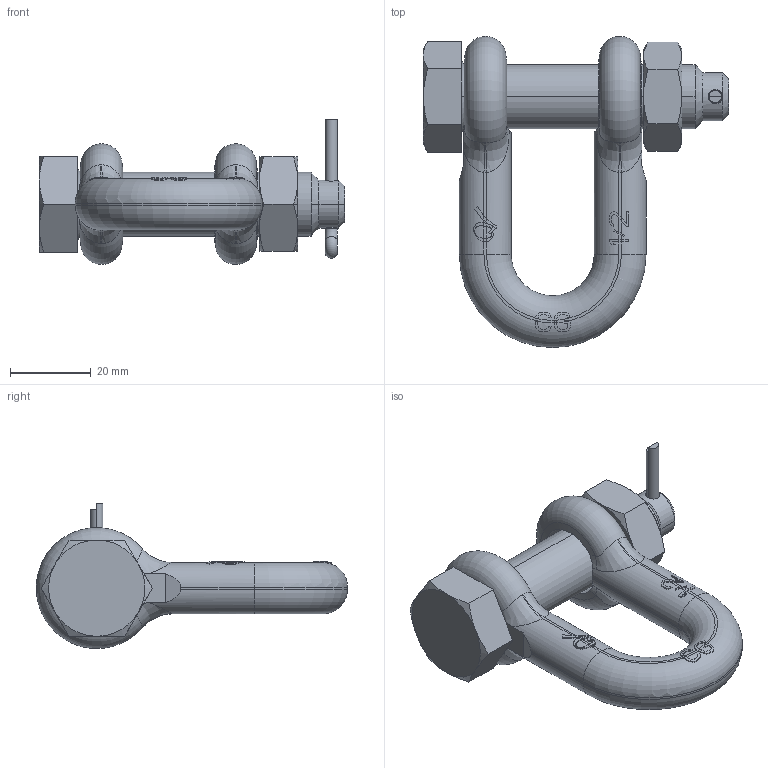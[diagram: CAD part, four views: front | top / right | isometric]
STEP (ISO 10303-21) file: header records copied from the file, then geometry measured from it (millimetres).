
FILE_DESCRIPTION((''),'2;1');
FILE_NAME('CROSBY_2150_050','2003-11-18T',('adoughty'),('The Crosby Group, Inc.'),'PRO/ENGINEER BY PARAMETRIC TECHNOLOGY CORPORATION, 2001150','PRO/ENGINEER BY PARAMETRIC TECHNOLOGY CORPORATION, 2001150','');
FILE_SCHEMA(('CONFIG_CONTROL_DESIGN'));
Length unit declared in the file: inch
Products named in the file (1): CROSBY_2150_050
Bounding box: 75.56 x 77.03 x 35.88 mm (x, y, z)
Volume: 41040.9 mm3; surface area: 15382.7 mm2
Topology: 4 solids, 4 shells, 287 faces, 800 edges, 516 vertices
Faces by surface type: plane 174, cylinder 59, bspline 20, cone 18, torus 16
Entity records: 11038 total; most frequent: CARTESIAN_POINT 4364, ORIENTED_EDGE 1600, DIRECTION 1086, EDGE_CURVE 800, VERTEX_POINT 516, AXIS2_PLACEMENT_3D 402, B_SPLINE_CURVE_WITH_KNOTS 383, EDGE_LOOP 290
